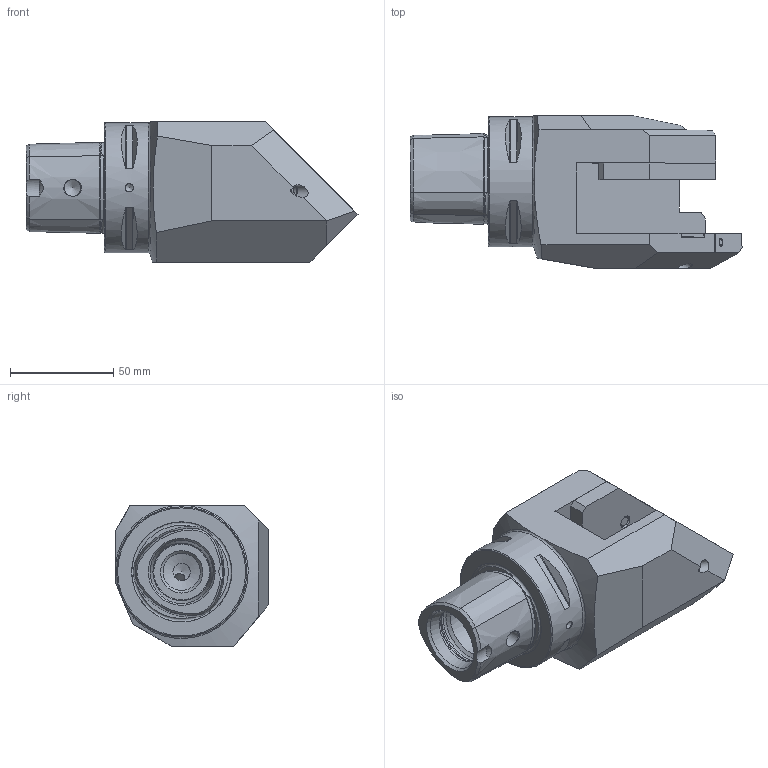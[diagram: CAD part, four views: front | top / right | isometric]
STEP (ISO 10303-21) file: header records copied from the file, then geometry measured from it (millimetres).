
FILE_DESCRIPTION (( 'STEP AP214' ), '1' );
FILE_NAME ('V2X.L12.110-ECO.STEP', '2022-02-25T13:47:20', ( '' ), ( '' ), 'SwSTEP 2.0', 'SolidWorks 2017', '' );
FILE_SCHEMA (( 'AUTOMOTIVE_DESIGN' ));
Length unit declared in the file: millimetre
Products named in the file (11): KVT_MB_600_060; KU1-U12.003.010_B; PS6-V2X.L12.110-ECO_A; 8x1x13_vorgespannt; V2X.L12.110-ECO; KU1-U12.002.010_A; DIN 3771 - 8x1.5; ISO 4762 - M6 x 16_PreviewCfg; V2X-ER1.025.061_A; ISO 4026 - M12 x 16; KU1-U12.002.010
Assembly tree (11 placements, depth 3):
  V2X.L12.110-ECO
    PS6-V2X.L12.110-ECO_A
    ISO 4026 - M12 x 16  x2
    KU1-U12.002.010
      KU1-U12.003.010_B
      KU1-U12.002.010_A
      DIN 3771 - 8x1.5
    KVT_MB_600_060
    8x1x13_vorgespannt
    ISO 4762 - M6 x 16_PreviewCfg
    V2X-ER1.025.061_A
Bounding box: 160.73 x 74 x 68 mm (x, y, z)
Volume: 371765.7 mm3; surface area: 54992.5 mm2
Topology: 12 solids, 12 shells, 302 faces, 750 edges, 472 vertices
Faces by surface type: plane 125, cone 79, cylinder 64, torus 18, bspline 13, sphere 3
Full cylindrical faces by diameter (mm): 0.098 x1, 4 x1, 4.2 x1, 5 x8, 6 x18, 6.8 x1, 8.1 x2, 8.5 x1, 10 x2, 10.2 x2, 11 x2, 12 x3, 18 x1, 28 x2, 32 x1, 63 x1
Entity records: 15136 total; most frequent: CARTESIAN_POINT 8540, DIRECTION 1171, ORIENTED_EDGE 1122, EDGE_CURVE 561, AXIS2_PLACEMENT_3D 461, VERTEX_POINT 395, EDGE_LOOP 382, FACE_OUTER_BOUND 316
